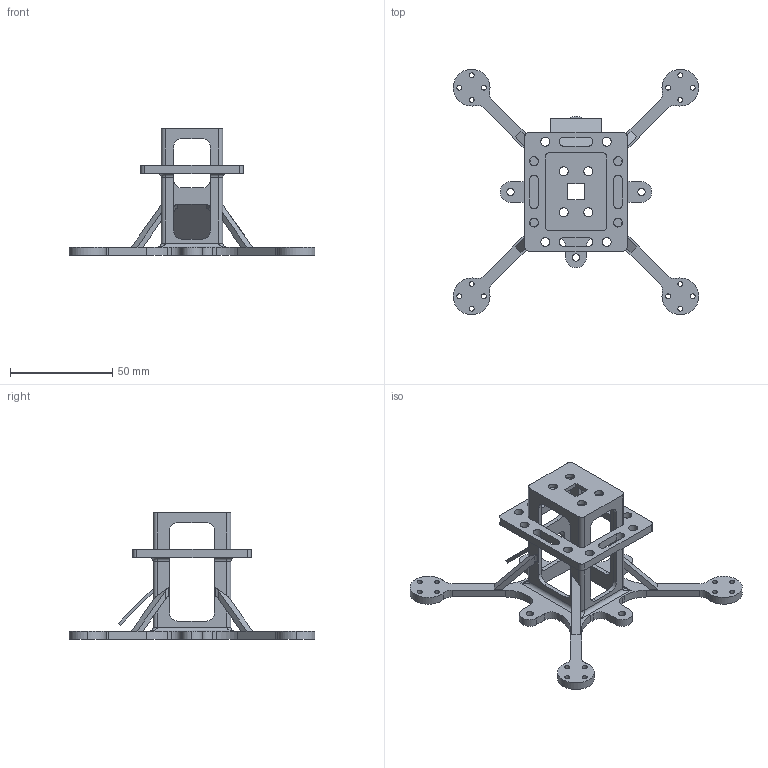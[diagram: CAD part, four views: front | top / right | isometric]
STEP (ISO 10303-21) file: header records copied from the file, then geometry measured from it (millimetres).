
FILE_DESCRIPTION (( 'STEP AP214' ), '1' );
FILE_NAME ('电池仓加强版.STEP', '2025-07-17T00:59:00', ( '' ), ( '' ), 'SwSTEP 2.0', 'SolidWorks 2022', '' );
FILE_SCHEMA (( 'AUTOMOTIVE_DESIGN' ));
Length unit declared in the file: millimetre
Products named in the file (1): 萇喀累樓Ч唳
Bounding box: 120 x 120 x 62 mm (x, y, z)
Volume: 29869.2 mm3; surface area: 27534.2 mm2
Topology: 1 solids, 1 shells, 275 faces, 831 edges, 542 vertices
Faces by surface type: cylinder 165, plane 102, bspline 4, torus 4
Entity records: 9777 total; most frequent: CARTESIAN_POINT 1917, DIRECTION 1657, ORIENTED_EDGE 1654, EDGE_CURVE 827, AXIS2_PLACEMENT_3D 586, VERTEX_POINT 542, LINE 485, VECTOR 485
